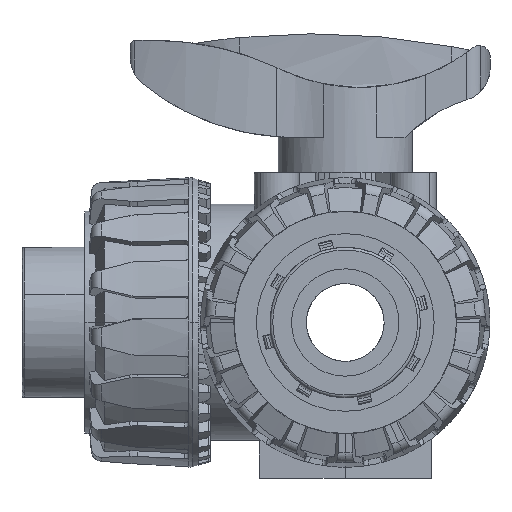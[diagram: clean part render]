
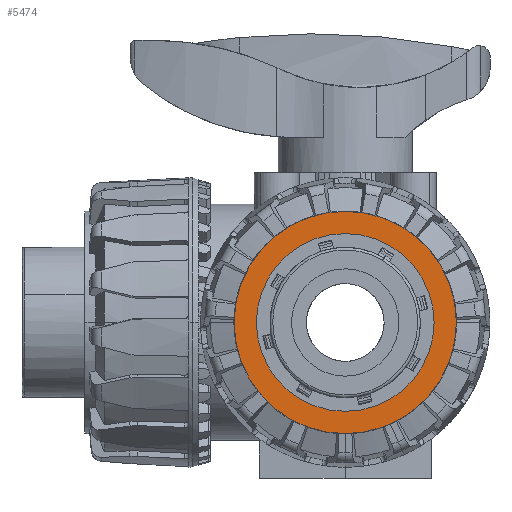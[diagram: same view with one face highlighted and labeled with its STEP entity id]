
A CAD part, front view. The second image highlights one B-rep face of the part: STEP entity #5474.
In plain terms, the highlighted planar face has unit normal (0, -1, 0).
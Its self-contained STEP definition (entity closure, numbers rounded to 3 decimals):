
#5474=ADVANCED_FACE('',(#11179,#11180),#11181,.T.);
#11179=FACE_BOUND('',#17159,.T.);
#11180=FACE_OUTER_BOUND('',#17160,.T.);
#11181=PLANE('',#17161);
#17159=EDGE_LOOP('',(#34254,#34255));
#17160=EDGE_LOOP('',(#34256,#34257));
#17161=AXIS2_PLACEMENT_3D('',#34258,#34259,#34260);
#34254=ORIENTED_EDGE('',*,*,#41473,.T.);
#34255=ORIENTED_EDGE('',*,*,#42471,.T.);
#34256=ORIENTED_EDGE('',*,*,#42941,.T.);
#34257=ORIENTED_EDGE('',*,*,#41416,.T.);
#34258=CARTESIAN_POINT('',(-10.35,-48.6,-27.9));
#34259=DIRECTION('',(0.,-1.0,0.));
#34260=DIRECTION('',(1.0,0.,0.));
#41416=EDGE_CURVE('',#51097,#51095,#51098,.T.);
#41473=EDGE_CURVE('',#51196,#51200,#51202,.T.);
#42471=EDGE_CURVE('',#51200,#51196,#52646,.T.);
#42941=EDGE_CURVE('',#51095,#51097,#53363,.T.);
#51095=VERTEX_POINT('',#69853);
#51097=VERTEX_POINT('',#69856);
#51098=CIRCLE('',#69857,20.7);
#51196=VERTEX_POINT('',#69991);
#51200=VERTEX_POINT('',#69996);
#51202=CIRCLE('',#69999,16.55);
#52646=CIRCLE('',#73145,16.55);
#53363=CIRCLE('',#75044,20.7);
#69853=CARTESIAN_POINT('',(-20.7,-48.6,-27.9));
#69856=CARTESIAN_POINT('',(20.7,-48.6,-27.9));
#69857=AXIS2_PLACEMENT_3D('',#83710,#83711,#83712);
#69991=CARTESIAN_POINT('',(-16.55,-48.6,-27.9));
#69996=CARTESIAN_POINT('',(16.55,-48.6,-27.9));
#69999=AXIS2_PLACEMENT_3D('',#83838,#83839,#83840);
#73145=AXIS2_PLACEMENT_3D('',#84878,#84879,#84880);
#75044=AXIS2_PLACEMENT_3D('',#85334,#85335,#85336);
#83710=CARTESIAN_POINT('',(0.,-48.6,-27.9));
#83711=DIRECTION('',(0.,-1.0,0.));
#83712=DIRECTION('',(-1.0,0.,0.));
#83838=CARTESIAN_POINT('',(0.,-48.6,-27.9));
#83839=DIRECTION('',(0.,1.0,0.));
#83840=DIRECTION('',(-1.0,0.,0.));
#84878=CARTESIAN_POINT('',(0.,-48.6,-27.9));
#84879=DIRECTION('',(0.,1.0,0.));
#84880=DIRECTION('',(-1.0,0.,0.));
#85334=CARTESIAN_POINT('',(0.,-48.6,-27.9));
#85335=DIRECTION('',(0.,-1.0,0.));
#85336=DIRECTION('',(-1.0,0.,0.));
